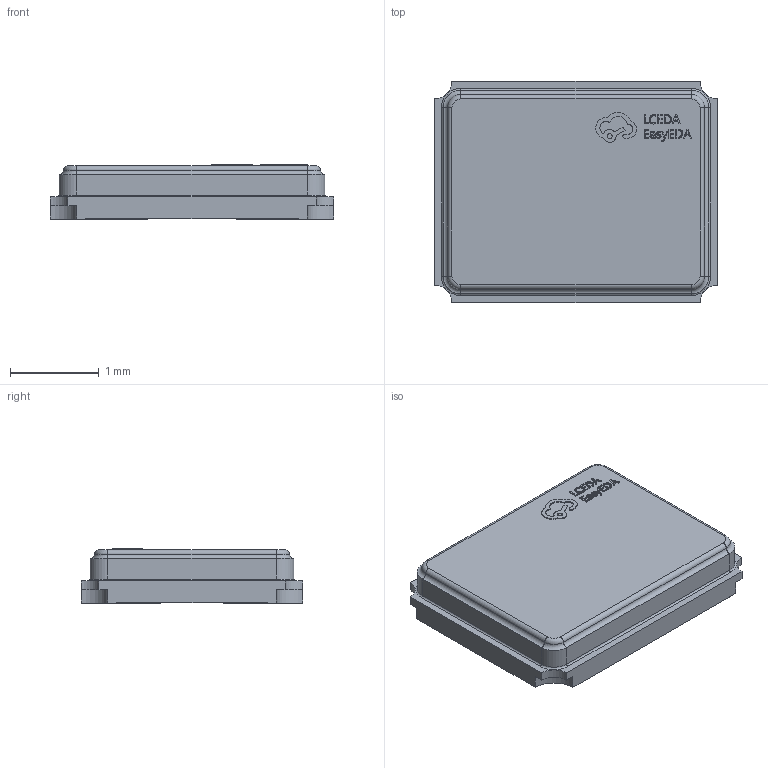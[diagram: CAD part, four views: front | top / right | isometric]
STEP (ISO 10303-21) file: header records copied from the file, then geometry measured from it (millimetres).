
FILE_DESCRIPTION(('FreeCAD Model'),'2;1');
FILE_NAME('Open CASCADE Shape Model','2023-08-10T09:20:22',(''),(''), 'Open CASCADE STEP processor 7.6','FreeCAD','Unknown');
FILE_SCHEMA(('AUTOMOTIVE_DESIGN { 1 0 10303 214 1 1 1 1 }'));
Length unit declared in the file: millimetre
Products named in the file (2): CRYSTAL-SMD_4P-L3.2-W2.5-BL-2; SOLID
Assembly tree (1 placements, depth 2):
  CRYSTAL-SMD_4P-L3.2-W2.5-BL-2
    SOLID
Bounding box: 3.2 x 2.5 x 0.61 mm (x, y, z)
Volume: 4.3 mm3; surface area: 21.6 mm2
Topology: 1 solids, 1 shells, 312 faces, 846 edges, 556 vertices
Faces by surface type: plane 174, bspline 98, cylinder 28, torus 12
Entity records: 23538 total; most frequent: CARTESIAN_POINT 5604, DIRECTION 2426, LINE 1838, VECTOR 1838, ORIENTED_EDGE 1692, PCURVE 1692, DEFINITIONAL_REPRESENTATION 1692, EDGE_CURVE 846
